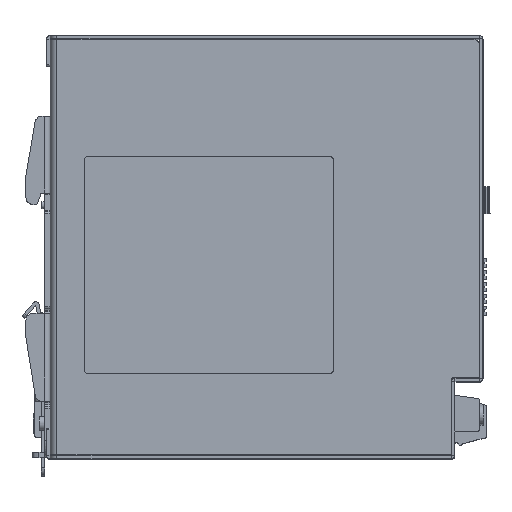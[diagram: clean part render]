
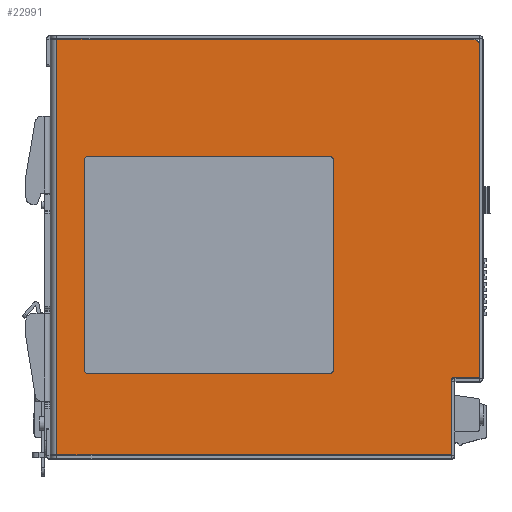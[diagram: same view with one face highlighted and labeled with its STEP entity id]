
A CAD part, top view. The second image highlights one B-rep face of the part: STEP entity #22991.
In plain terms, the highlighted planar face has unit normal (0, 0, 1).
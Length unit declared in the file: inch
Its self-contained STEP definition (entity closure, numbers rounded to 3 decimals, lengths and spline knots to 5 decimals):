
#195 = ORIENTED_EDGE ( 'NONE', *, *, #113097, .T. ) ;
#542 = EDGE_CURVE ( 'NONE', #96820, #16767, #20203, .T. ) ;
#1474 = LINE ( 'NONE', #100715, #38339 ) ;
#5182 = LINE ( 'NONE', #83670, #114814 ) ;
#5519 = CARTESIAN_POINT ( 'NONE',  ( 2.56711, -1.48701, 4.01969 ) ) ;
#6012 = ORIENTED_EDGE ( 'NONE', *, *, #104891, .T. ) ;
#8918 = CARTESIAN_POINT ( 'NONE',  ( 2.24428, -2.37795, 4.01969 ) ) ;
#15976 = AXIS2_PLACEMENT_3D ( 'NONE', #78369, #77097, #39406 ) ;
#16767 = VERTEX_POINT ( 'NONE', #8918 ) ;
#20203 = CIRCLE ( 'NONE', #113542, 0.01969 ) ;
#20704 = EDGE_CURVE ( 'NONE', #107146, #16767, #5182, .T. ) ;
#21308 = ORIENTED_EDGE ( 'NONE', *, *, #107355, .T. ) ;
#22991 = ADVANCED_FACE ( 'NONE', ( #97824 ), #88048, .F. ) ;
#23107 = DIRECTION ( 'NONE',  ( 0., 0., 1. ) ) ;
#25199 = CARTESIAN_POINT ( 'NONE',  ( 2.54743, -1.50669, 4.01969 ) ) ;
#26499 = CARTESIAN_POINT ( 'NONE',  ( 2.22459, -2.39764, 4.01969 ) ) ;
#28043 = LINE ( 'NONE', #58505, #91043 ) ;
#29138 = LINE ( 'NONE', #41371, #112474 ) ;
#29660 = EDGE_CURVE ( 'NONE', #79601, #97843, #1474, .T. ) ;
#32528 = ORIENTED_EDGE ( 'NONE', *, *, #76283, .F. ) ;
#34701 = DIRECTION ( 'NONE',  ( 0., 0., -1. ) ) ;
#35527 = EDGE_CURVE ( 'NONE', #79601, #65172, #88442, .T. ) ;
#35611 = ORIENTED_EDGE ( 'NONE', *, *, #87644, .F. ) ;
#37494 = LINE ( 'NONE', #39405, #121115 ) ;
#38339 = VECTOR ( 'NONE', #62436, 39.37008 ) ;
#39405 = CARTESIAN_POINT ( 'NONE',  ( -2.30808, 2.39764, 4.01969 ) ) ;
#39406 = DIRECTION ( 'NONE',  ( -1., 0., 0. ) ) ;
#39750 = CARTESIAN_POINT ( 'NONE',  ( 2.48837, 2.39764, 4.01969 ) ) ;
#41088 = ORIENTED_EDGE ( 'NONE', *, *, #20704, .F. ) ;
#41371 = CARTESIAN_POINT ( 'NONE',  ( 2.56711, 2.39764, 4.01969 ) ) ;
#41927 = DIRECTION ( 'NONE',  ( -1., 0., 0. ) ) ;
#48513 = CARTESIAN_POINT ( 'NONE',  ( -2.30808, -2.39764, 4.01969 ) ) ;
#49093 = DIRECTION ( 'NONE',  ( 0., 0., 1. ) ) ;
#50116 = VERTEX_POINT ( 'NONE', #25199 ) ;
#51823 = EDGE_CURVE ( 'NONE', #97763, #114706, #37494, .T. ) ;
#56814 = VECTOR ( 'NONE', #112005, 39.37008 ) ;
#58505 = CARTESIAN_POINT ( 'NONE',  ( 2.56711, -2.39764, 4.01969 ) ) ;
#61987 = CARTESIAN_POINT ( 'NONE',  ( 2.24428, -1.50669, 4.01969 ) ) ;
#62436 = DIRECTION ( 'NONE',  ( 0., -1., 0. ) ) ;
#62908 = AXIS2_PLACEMENT_3D ( 'NONE', #91888, #23107, #63328 ) ;
#62938 = ORIENTED_EDGE ( 'NONE', *, *, #51823, .T. ) ;
#63328 = DIRECTION ( 'NONE',  ( -1., 0., 0. ) ) ;
#65172 = VERTEX_POINT ( 'NONE', #39750 ) ;
#68632 = EDGE_LOOP ( 'NONE', ( #195, #95118, #41088, #21308, #32528, #6012, #98227, #80065, #35611, #62938 ) ) ;
#69868 = CARTESIAN_POINT ( 'NONE',  ( 2.56711, 2.39764, 4.01969 ) ) ;
#69969 = AXIS2_PLACEMENT_3D ( 'NONE', #123733, #34701, #93175 ) ;
#76283 = EDGE_CURVE ( 'NONE', #50116, #90303, #122436, .T. ) ;
#77097 = DIRECTION ( 'NONE',  ( 0., 0., 1. ) ) ;
#77323 = CIRCLE ( 'NONE', #62908, 0.01969 ) ;
#77406 = CARTESIAN_POINT ( 'NONE',  ( 2.24428, -1.52638, 4.01969 ) ) ;
#78369 = CARTESIAN_POINT ( 'NONE',  ( 2.48837, 2.3189, 4.01969 ) ) ;
#78488 = CARTESIAN_POINT ( 'NONE',  ( 2.26396, -1.50669, 4.01969 ) ) ;
#79601 = VERTEX_POINT ( 'NONE', #123809 ) ;
#80065 = ORIENTED_EDGE ( 'NONE', *, *, #35527, .T. ) ;
#83670 = CARTESIAN_POINT ( 'NONE',  ( 2.24428, -1.50669, 4.01969 ) ) ;
#87644 = EDGE_CURVE ( 'NONE', #97763, #65172, #29138, .T. ) ;
#88048 = PLANE ( 'NONE',  #94333 ) ;
#88442 = CIRCLE ( 'NONE', #15976, 0.07874 ) ;
#90303 = VERTEX_POINT ( 'NONE', #78488 ) ;
#91043 = VECTOR ( 'NONE', #126802, 39.37008 ) ;
#91888 = CARTESIAN_POINT ( 'NONE',  ( 2.54743, -1.48701, 4.01969 ) ) ;
#93175 = DIRECTION ( 'NONE',  ( -1., 0., 0. ) ) ;
#94333 = AXIS2_PLACEMENT_3D ( 'NONE', #69868, #108236, #41927 ) ;
#94840 = CIRCLE ( 'NONE', #69969, 0.01969 ) ;
#95118 = ORIENTED_EDGE ( 'NONE', *, *, #542, .T. ) ;
#96820 = VERTEX_POINT ( 'NONE', #26499 ) ;
#97763 = VERTEX_POINT ( 'NONE', #108769 ) ;
#97824 = FACE_OUTER_BOUND ( 'NONE', #68632, .T. ) ;
#97843 = VERTEX_POINT ( 'NONE', #5519 ) ;
#98227 = ORIENTED_EDGE ( 'NONE', *, *, #29660, .F. ) ;
#98514 = DIRECTION ( 'NONE',  ( 1., 0., 0. ) ) ;
#100715 = CARTESIAN_POINT ( 'NONE',  ( 2.56711, 2.39764, 4.01969 ) ) ;
#104481 = DIRECTION ( 'NONE',  ( 0., -1., 0. ) ) ;
#104891 = EDGE_CURVE ( 'NONE', #50116, #97843, #77323, .T. ) ;
#105719 = DIRECTION ( 'NONE',  ( 0., -1., 0. ) ) ;
#107146 = VERTEX_POINT ( 'NONE', #77406 ) ;
#107355 = EDGE_CURVE ( 'NONE', #107146, #90303, #94840, .T. ) ;
#108236 = DIRECTION ( 'NONE',  ( 0., 0., -1. ) ) ;
#108769 = CARTESIAN_POINT ( 'NONE',  ( -2.30808, 2.39764, 4.01969 ) ) ;
#109498 = DIRECTION ( 'NONE',  ( -1., 0., 0. ) ) ;
#111428 = CARTESIAN_POINT ( 'NONE',  ( 2.22459, -2.37795, 4.01969 ) ) ;
#112005 = DIRECTION ( 'NONE',  ( -1., 0., 0. ) ) ;
#112474 = VECTOR ( 'NONE', #98514, 39.37008 ) ;
#113097 = EDGE_CURVE ( 'NONE', #114706, #96820, #28043, .T. ) ;
#113542 = AXIS2_PLACEMENT_3D ( 'NONE', #111428, #49093, #109498 ) ;
#114706 = VERTEX_POINT ( 'NONE', #48513 ) ;
#114814 = VECTOR ( 'NONE', #104481, 39.37008 ) ;
#121115 = VECTOR ( 'NONE', #105719, 39.37008 ) ;
#122436 = LINE ( 'NONE', #61987, #56814 ) ;
#123733 = CARTESIAN_POINT ( 'NONE',  ( 2.26396, -1.52638, 4.01969 ) ) ;
#123809 = CARTESIAN_POINT ( 'NONE',  ( 2.56711, 2.3189, 4.01969 ) ) ;
#126802 = DIRECTION ( 'NONE',  ( 1., 0., 0. ) ) ;
